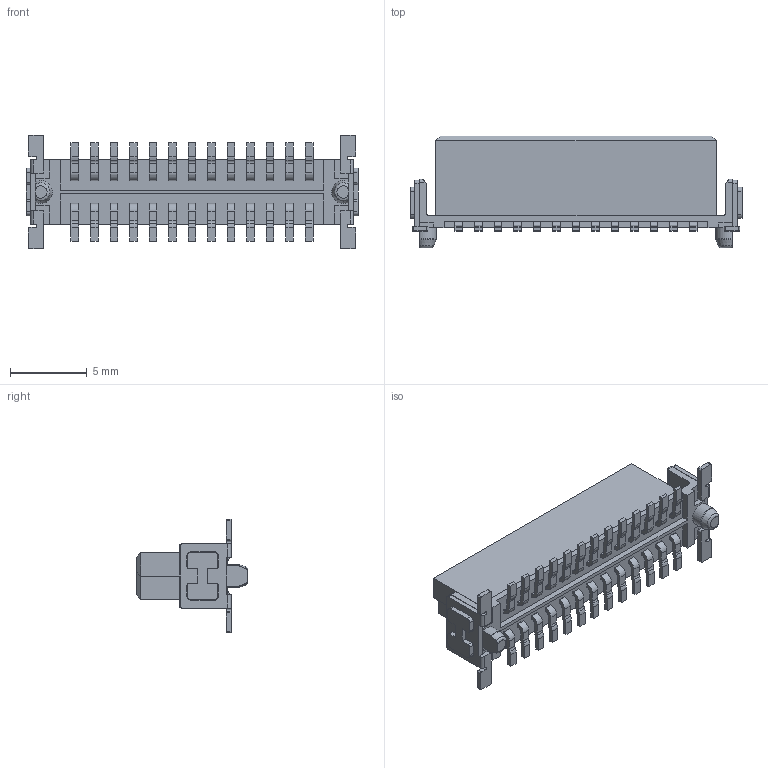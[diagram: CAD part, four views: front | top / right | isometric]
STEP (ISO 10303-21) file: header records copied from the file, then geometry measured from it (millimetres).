
FILE_DESCRIPTION(/* description */ (''),/* implementation_level */ '2;1');
FILE_NAME(/* name */ '100210447ugm000_b.stp',/* time_stamp */ '2013-10-03T14:54:36+02:00',/* author */ (''),/* organization */ (''),/* preprocessor_version */ 'ST-DEVELOPER v15',/* originating_system */ 'SIEMENS PLM Software NX 8.5',/* authorisation */ '');
FILE_SCHEMA (('AUTOMOTIVE_DESIGN { 1 0 10303 214 3 1 1 1 }'));
Length unit declared in the file: millimetre
Products named in the file (1): 100210447ugm000_b
Bounding box: 21.59 x 7.28 x 7.4 mm (x, y, z)
Volume: 345 mm3; surface area: 678.8 mm2
Topology: 1 solids, 1 shells, 865 faces, 2340 edges, 1558 vertices
Faces by surface type: plane 631, cylinder 228, bspline 4, cone 2
Entity records: 30016 total; most frequent: CARTESIAN_POINT 4900, ORIENTED_EDGE 4680, DIRECTION 4508, EDGE_CURVE 2340, LINE 1856, VECTOR 1856, VERTEX_POINT 1558, AXIS2_PLACEMENT_3D 1326
